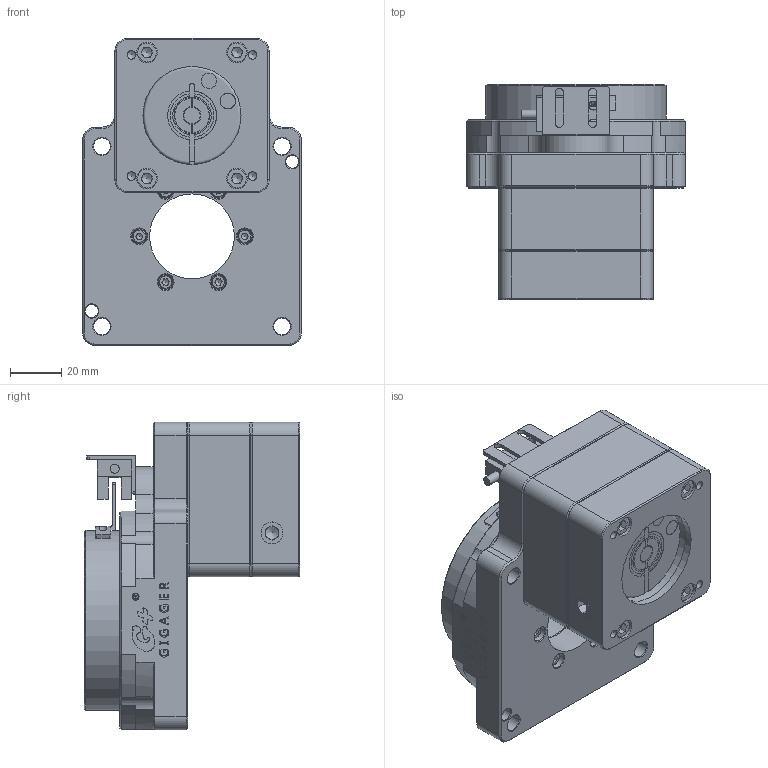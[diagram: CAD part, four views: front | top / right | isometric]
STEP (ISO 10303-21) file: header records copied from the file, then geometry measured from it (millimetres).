
FILE_DESCRIPTION (( 'STEP AP203' ), '1' );
FILE_NAME ('GSN85-05K-ST1.step', '2021-06-01T02:30:09', ( 'Microsoft' ), ( 'Microsoft' ), 'SwSTEP 2.0', 'SolidWorks 2019', '' );
FILE_SCHEMA (( 'CONFIG_CONTROL_DESIGN' ));
Length unit declared in the file: millimetre
Products named in the file (1): GSN85-05K-ST1
Bounding box: 85 x 83.7 x 119.5 mm (x, y, z)
Volume: 305117.8 mm3; surface area: 111243.6 mm2
Topology: 23 solids, 25 shells, 1031 faces, 2511 edges, 1580 vertices
Faces by surface type: plane 468, cylinder 236, cone 173, bspline 109, torus 45
Full cylindrical faces by diameter (mm): 1.5 x1, 2.05 x4, 3 x10, 3.2 x6, 3.3 x10, 3.5 x3, 4.2 x9, 5 x9, 5.5 x11, 6 x8, 6.35 x1, 6.5 x8, 8 x4, 8.5 x7, 10 x6, 14 x2, 15 x1, 16.68 x1, 19 x1, 19.4 x2, 20 x4, 33 x2, 37 x1, 38.1 x1, 42 x1, 45 x2, 46 x1, 49.5 x2, 50 x1, 52 x1
Entity records: 34045 total; most frequent: CARTESIAN_POINT 11795, DIRECTION 4357, ORIENTED_EDGE 4312, EDGE_CURVE 2156, AXIS2_PLACEMENT_3D 1639, VERTEX_POINT 1498, EDGE_LOOP 1436, FACE_OUTER_BOUND 1183
